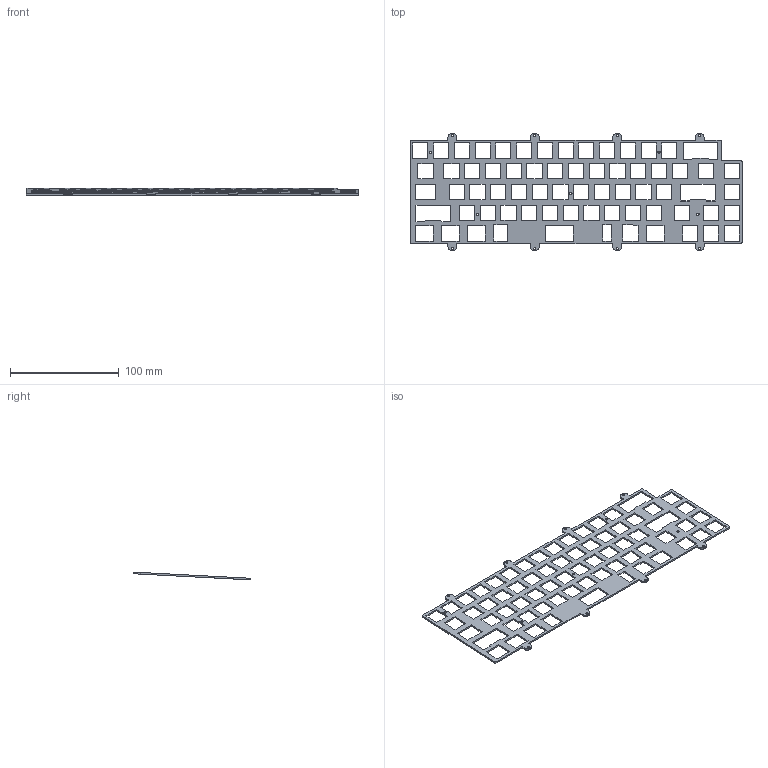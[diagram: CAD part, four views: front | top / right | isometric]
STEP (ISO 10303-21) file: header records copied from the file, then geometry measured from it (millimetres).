
FILE_DESCRIPTION(/* description */ (''),/* implementation_level */ '2;1');
FILE_NAME(/* name */ 'plate.step',/* time_stamp */ '2023-11-18T17:07:57+08:00',/* author */ (''),/* organization */ (''),/* preprocessor_version */ 'ST-DEVELOPER v20',/* originating_system */ 'Autodesk Translation Framework v12.14.0.127',/* authorisation */ '');
FILE_SCHEMA (('AUTOMOTIVE_DESIGN { 1 0 10303 214 3 1 1 }'));
Length unit declared in the file: millimetre
Products named in the file (1): Plate
Bounding box: 304.8 x 108.23 x 7.17 mm (x, y, z)
Volume: 21807.8 mm3; surface area: 36476.3 mm2
Topology: 1 solids, 1 shells, 364 faces, 1086 edges, 724 vertices
Faces by surface type: plane 320, cylinder 44
Full cylindrical faces by diameter (mm): 2.2 x13
Entity records: 12415 total; most frequent: CARTESIAN_POINT 2175, ORIENTED_EDGE 2172, DIRECTION 1904, EDGE_CURVE 1086, LINE 998, VECTOR 998, VERTEX_POINT 724, EDGE_LOOP 526
